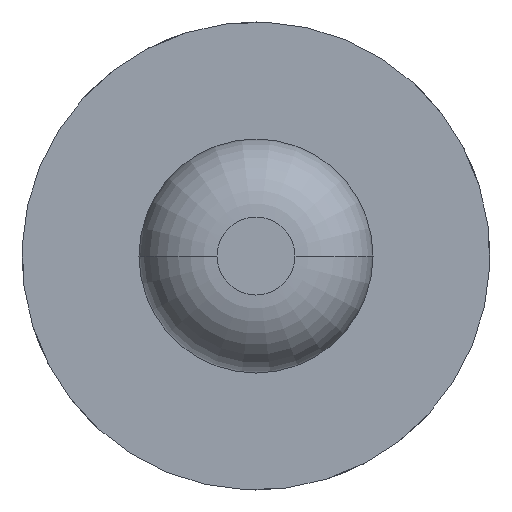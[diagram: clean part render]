
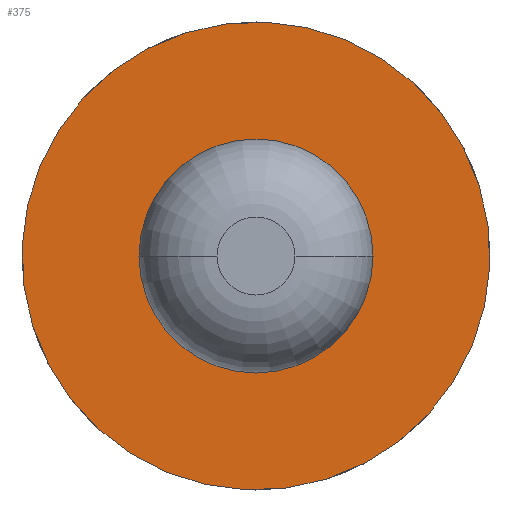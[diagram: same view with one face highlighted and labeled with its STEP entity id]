
A CAD part, front view. The second image highlights one B-rep face of the part: STEP entity #375.
In plain terms, the highlighted planar face has unit normal (0, -1, 0).
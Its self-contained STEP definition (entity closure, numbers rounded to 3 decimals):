
#17 = DIRECTION ( 'NONE',  ( -0.924, 0., 0.383 ) ) ;
#213 = DIRECTION ( 'NONE',  ( -0.924, 0., 0.383 ) ) ;
#269 = CIRCLE ( 'NONE', #1921, 0.255 ) ;
#281 = CARTESIAN_POINT ( 'NONE',  ( 0., 3.7, 0. ) ) ;
#375 = ADVANCED_FACE ( 'Defeature ausgef�hrt1_8', ( #1161, #2464 ), #688, .F. ) ;
#588 = AXIS2_PLACEMENT_3D ( 'NONE', #954, #1224, #2457 ) ;
#688 = PLANE ( 'NONE',  #588 ) ;
#733 = VERTEX_POINT ( 'NONE', #2803 ) ;
#796 = CARTESIAN_POINT ( 'NONE',  ( -0.693, 3.7, 0.287 ) ) ;
#842 = CIRCLE ( 'NONE', #1381, 0.75 ) ;
#851 = EDGE_LOOP ( 'NONE', ( #2505, #1408 ) ) ;
#954 = CARTESIAN_POINT ( 'NONE',  ( 0.236, 3.7, -0.098 ) ) ;
#1127 = AXIS2_PLACEMENT_3D ( 'NONE', #3242, #1736, #213 ) ;
#1161 = FACE_OUTER_BOUND ( 'NONE', #851, .T. ) ;
#1182 = AXIS2_PLACEMENT_3D ( 'NONE', #281, #3073, #2075 ) ;
#1224 = DIRECTION ( 'NONE',  ( 0., 1., 0. ) ) ;
#1272 = EDGE_CURVE ( 'Defeature ausgef�hrt1_7+Defeature ausgef�hrt1_8+Defeature ausgef�hrt1_8+Defeature ausgef�hrt1_8', #2539, #3130, #1475, .T. ) ;
#1301 = DIRECTION ( 'NONE',  ( 0., 1., 0. ) ) ;
#1381 = AXIS2_PLACEMENT_3D ( 'NONE', #1445, #2200, #2000 ) ;
#1384 = ORIENTED_EDGE ( 'NONE', *, *, #3117, .T. ) ;
#1408 = ORIENTED_EDGE ( 'NONE', *, *, #1272, .F. ) ;
#1445 = CARTESIAN_POINT ( 'NONE',  ( 0., 3.7, 0. ) ) ;
#1475 = CIRCLE ( 'NONE', #1182, 0.75 ) ;
#1656 = VERTEX_POINT ( 'NONE', #1710 ) ;
#1710 = CARTESIAN_POINT ( 'NONE',  ( -0.236, 3.7, 0.098 ) ) ;
#1736 = DIRECTION ( 'NONE',  ( 0., 1., 0. ) ) ;
#1809 = CARTESIAN_POINT ( 'NONE',  ( 0., 3.7, 0. ) ) ;
#1921 = AXIS2_PLACEMENT_3D ( 'NONE', #1809, #1301, #17 ) ;
#2000 = DIRECTION ( 'NONE',  ( -0.924, 0., 0.383 ) ) ;
#2075 = DIRECTION ( 'NONE',  ( -0.924, 0., 0.383 ) ) ;
#2176 = EDGE_CURVE ( 'Defeature ausgef�hrt1_7+Defeature ausgef�hrt1_8+Defeature ausgef�hrt1_8+Defeature ausgef�hrt1_8', #3130, #2539, #842, .T. ) ;
#2200 = DIRECTION ( 'NONE',  ( 0., 1., 0. ) ) ;
#2457 = DIRECTION ( 'NONE',  ( -0.924, 0., 0.383 ) ) ;
#2464 = FACE_BOUND ( 'NONE', #2830, .T. ) ;
#2505 = ORIENTED_EDGE ( 'NONE', *, *, #2176, .F. ) ;
#2539 = VERTEX_POINT ( 'NONE', #2831 ) ;
#2582 = ORIENTED_EDGE ( 'NONE', *, *, #2950, .T. ) ;
#2803 = CARTESIAN_POINT ( 'NONE',  ( 0.236, 3.7, -0.098 ) ) ;
#2830 = EDGE_LOOP ( 'NONE', ( #2582, #1384 ) ) ;
#2831 = CARTESIAN_POINT ( 'NONE',  ( 0.693, 3.7, -0.287 ) ) ;
#2950 = EDGE_CURVE ( 'Defeature ausgef�hrt1_8+Defeature ausgef�hrt1_6+Defeature ausgef�hrt1_9+Defeature ausgef�hrt1_9', #733, #1656, #2999, .T. ) ;
#2999 = CIRCLE ( 'NONE', #1127, 0.255 ) ;
#3073 = DIRECTION ( 'NONE',  ( 0., 1., 0. ) ) ;
#3117 = EDGE_CURVE ( 'Defeature ausgef�hrt1_8+Defeature ausgef�hrt1_9+Defeature ausgef�hrt1_6+Defeature ausgef�hrt1_6', #1656, #733, #269, .T. ) ;
#3130 = VERTEX_POINT ( 'NONE', #796 ) ;
#3242 = CARTESIAN_POINT ( 'NONE',  ( 0., 3.7, 0. ) ) ;
